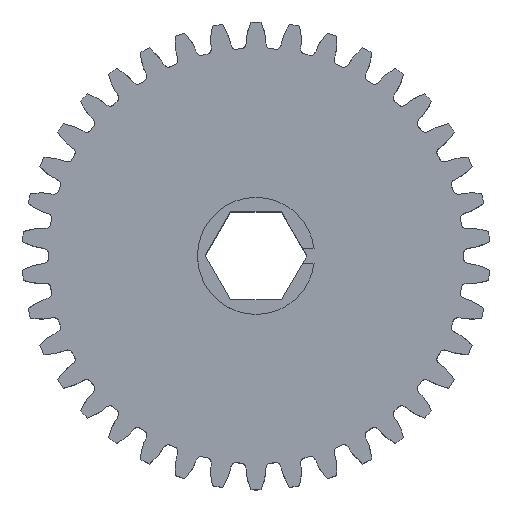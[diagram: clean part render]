
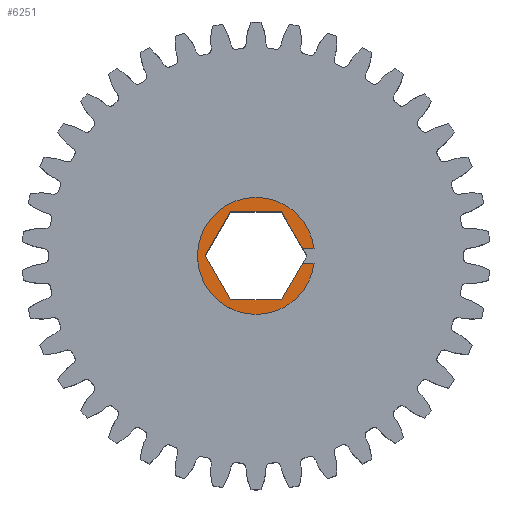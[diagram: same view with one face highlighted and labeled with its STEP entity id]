
A CAD part, top view. The second image highlights one B-rep face of the part: STEP entity #6251.
In plain terms, the highlighted planar face has unit normal (0, 0, 1).
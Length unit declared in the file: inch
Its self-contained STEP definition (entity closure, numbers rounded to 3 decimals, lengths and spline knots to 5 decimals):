
#51 = ORIENTED_EDGE ( 'NONE', *, *, #6234, .F. ) ;
#72 = DIRECTION ( 'NONE',  ( 0.5, -0.866, 0. ) ) ;
#97 = LINE ( 'NONE', #4575, #2479 ) ;
#884 = PLANE ( 'NONE',  #6236 ) ;
#1078 = CIRCLE ( 'NONE', #13901, 0.25 ) ;
#1231 = CARTESIAN_POINT ( 'NONE',  ( 0.19962, 0.03125, 0.249 ) ) ;
#1307 = VECTOR ( 'NONE', #11510, 39.37008 ) ;
#1679 = EDGE_CURVE ( 'NONE', #9204, #13069, #14406, .T. ) ;
#1743 = DIRECTION ( 'NONE',  ( 0.5, 0.866, 0. ) ) ;
#1754 = CARTESIAN_POINT ( 'NONE',  ( 0., -0.25, 0.249 ) ) ;
#1901 = LINE ( 'NONE', #8798, #5060 ) ;
#2048 = DIRECTION ( 'NONE',  ( 0., 0., 1. ) ) ;
#2053 = FACE_OUTER_BOUND ( 'NONE', #4043, .T. ) ;
#2479 = VECTOR ( 'NONE', #2655, 39.37008 ) ;
#2645 = CARTESIAN_POINT ( 'NONE',  ( 0.0759, -0.03125, 0.249 ) ) ;
#2655 = DIRECTION ( 'NONE',  ( -0.5, -0.866, 0. ) ) ;
#2737 = ORIENTED_EDGE ( 'NONE', *, *, #13103, .F. ) ;
#3141 = CARTESIAN_POINT ( 'NONE',  ( 0., 0.25, 0.249 ) ) ;
#3389 = EDGE_CURVE ( 'NONE', #5517, #8813, #8731, .T. ) ;
#3660 = VECTOR ( 'NONE', #11239, 39.37008 ) ;
#3727 = VERTEX_POINT ( 'NONE', #11002 ) ;
#3922 = CARTESIAN_POINT ( 'NONE',  ( 0.24804, 0.03125, 0.249 ) ) ;
#3949 = CARTESIAN_POINT ( 'NONE',  ( 0.24804, -0.03125, 0.249 ) ) ;
#4043 = EDGE_LOOP ( 'NONE', ( #14124, #11441, #5294, #6549, #6995, #2737, #4462, #6489, #6587, #51, #7250 ) ) ;
#4076 = EDGE_CURVE ( 'NONE', #12906, #12409, #11817, .T. ) ;
#4162 = EDGE_CURVE ( 'NONE', #5517, #12906, #1078, .T. ) ;
#4352 = AXIS2_PLACEMENT_3D ( 'NONE', #8573, #2048, #8869 ) ;
#4462 = ORIENTED_EDGE ( 'NONE', *, *, #6802, .F. ) ;
#4575 = CARTESIAN_POINT ( 'NONE',  ( -0.10883, 0.1885, 0.249 ) ) ;
#5045 = CARTESIAN_POINT ( 'NONE',  ( -0.10883, -0.1885, 0.249 ) ) ;
#5060 = VECTOR ( 'NONE', #5572, 39.37008 ) ;
#5223 = CIRCLE ( 'NONE', #13377, 0.25 ) ;
#5294 = ORIENTED_EDGE ( 'NONE', *, *, #4076, .T. ) ;
#5517 = VERTEX_POINT ( 'NONE', #3922 ) ;
#5572 = DIRECTION ( 'NONE',  ( -1., 0., 0. ) ) ;
#5575 = DIRECTION ( 'NONE',  ( 1., 0., 0. ) ) ;
#5610 = EDGE_CURVE ( 'NONE', #13117, #9204, #97, .T. ) ;
#5626 = EDGE_CURVE ( 'NONE', #8813, #11071, #7058, .T. ) ;
#5716 = CARTESIAN_POINT ( 'NONE',  ( -0.21766, 0., 0.249 ) ) ;
#6234 = EDGE_CURVE ( 'NONE', #11071, #13117, #1901, .T. ) ;
#6236 = AXIS2_PLACEMENT_3D ( 'NONE', #14179, #10988, #10042 ) ;
#6251 = ADVANCED_FACE ( 'NONE', ( #2053 ), #884, .T. ) ;
#6292 = CARTESIAN_POINT ( 'NONE',  ( -0.10883, 0.1885, 0.249 ) ) ;
#6489 = ORIENTED_EDGE ( 'NONE', *, *, #1679, .F. ) ;
#6549 = ORIENTED_EDGE ( 'NONE', *, *, #14255, .T. ) ;
#6557 = CARTESIAN_POINT ( 'NONE',  ( 0., 0., 0.249 ) ) ;
#6587 = ORIENTED_EDGE ( 'NONE', *, *, #5610, .F. ) ;
#6601 = CARTESIAN_POINT ( 'NONE',  ( -0.10883, -0.1885, 0.249 ) ) ;
#6683 = CARTESIAN_POINT ( 'NONE',  ( 0.0759, 0.03125, 0.249 ) ) ;
#6688 = VECTOR ( 'NONE', #72, 39.37008 ) ;
#6802 = EDGE_CURVE ( 'NONE', #13069, #3727, #12150, .T. ) ;
#6995 = ORIENTED_EDGE ( 'NONE', *, *, #7847, .F. ) ;
#7058 = LINE ( 'NONE', #12387, #1307 ) ;
#7152 = CARTESIAN_POINT ( 'NONE',  ( -0.21766, 0., 0.249 ) ) ;
#7250 = ORIENTED_EDGE ( 'NONE', *, *, #5626, .F. ) ;
#7528 = CARTESIAN_POINT ( 'NONE',  ( 0.10883, 0.1885, 0.249 ) ) ;
#7546 = CARTESIAN_POINT ( 'NONE',  ( 0.19962, -0.03125, 0.249 ) ) ;
#7639 = DIRECTION ( 'NONE',  ( -1., 0., 0. ) ) ;
#7690 = VERTEX_POINT ( 'NONE', #7546 ) ;
#7730 = DIRECTION ( 'NONE',  ( 1., 0., 0. ) ) ;
#7847 = EDGE_CURVE ( 'NONE', #7690, #10607, #10485, .T. ) ;
#8318 = VECTOR ( 'NONE', #7639, 39.37008 ) ;
#8573 = CARTESIAN_POINT ( 'NONE',  ( 0., 0., 0.249 ) ) ;
#8718 = CARTESIAN_POINT ( 'NONE',  ( 0., 0., 0.249 ) ) ;
#8731 = LINE ( 'NONE', #6683, #8318 ) ;
#8798 = CARTESIAN_POINT ( 'NONE',  ( 0.10883, 0.1885, 0.249 ) ) ;
#8813 = VERTEX_POINT ( 'NONE', #1231 ) ;
#8869 = DIRECTION ( 'NONE',  ( 1., 0., 0. ) ) ;
#9204 = VERTEX_POINT ( 'NONE', #7152 ) ;
#10042 = DIRECTION ( 'NONE',  ( 1., 0., 0. ) ) ;
#10485 = LINE ( 'NONE', #2645, #3660 ) ;
#10591 = VECTOR ( 'NONE', #1743, 39.37008 ) ;
#10607 = VERTEX_POINT ( 'NONE', #3949 ) ;
#10912 = VECTOR ( 'NONE', #5575, 39.37008 ) ;
#10988 = DIRECTION ( 'NONE',  ( 0., 0., 1. ) ) ;
#11002 = CARTESIAN_POINT ( 'NONE',  ( 0.10883, -0.1885, 0.249 ) ) ;
#11015 = DIRECTION ( 'NONE',  ( 0., 0., 1. ) ) ;
#11071 = VERTEX_POINT ( 'NONE', #7528 ) ;
#11126 = DIRECTION ( 'NONE',  ( 1., 0., 0. ) ) ;
#11239 = DIRECTION ( 'NONE',  ( 1., 0., 0. ) ) ;
#11441 = ORIENTED_EDGE ( 'NONE', *, *, #4162, .T. ) ;
#11510 = DIRECTION ( 'NONE',  ( -0.5, 0.866, 0. ) ) ;
#11817 = CIRCLE ( 'NONE', #4352, 0.25 ) ;
#11846 = CARTESIAN_POINT ( 'NONE',  ( 0.10883, -0.1885, 0.249 ) ) ;
#11990 = LINE ( 'NONE', #11846, #10591 ) ;
#12150 = LINE ( 'NONE', #6601, #10912 ) ;
#12387 = CARTESIAN_POINT ( 'NONE',  ( 0.21766, 0., 0.249 ) ) ;
#12409 = VERTEX_POINT ( 'NONE', #1754 ) ;
#12906 = VERTEX_POINT ( 'NONE', #3141 ) ;
#13069 = VERTEX_POINT ( 'NONE', #5045 ) ;
#13103 = EDGE_CURVE ( 'NONE', #3727, #7690, #11990, .T. ) ;
#13117 = VERTEX_POINT ( 'NONE', #6292 ) ;
#13377 = AXIS2_PLACEMENT_3D ( 'NONE', #6557, #11015, #7730 ) ;
#13901 = AXIS2_PLACEMENT_3D ( 'NONE', #8718, #14324, #11126 ) ;
#14124 = ORIENTED_EDGE ( 'NONE', *, *, #3389, .F. ) ;
#14179 = CARTESIAN_POINT ( 'NONE',  ( 0., 0., 0.249 ) ) ;
#14255 = EDGE_CURVE ( 'NONE', #12409, #10607, #5223, .T. ) ;
#14324 = DIRECTION ( 'NONE',  ( 0., 0., 1. ) ) ;
#14406 = LINE ( 'NONE', #5716, #6688 ) ;
